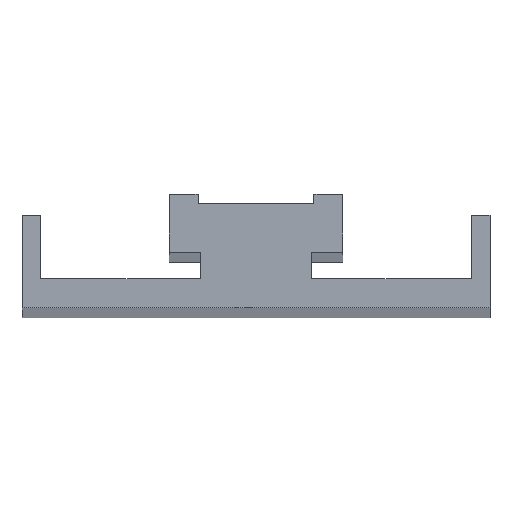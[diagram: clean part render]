
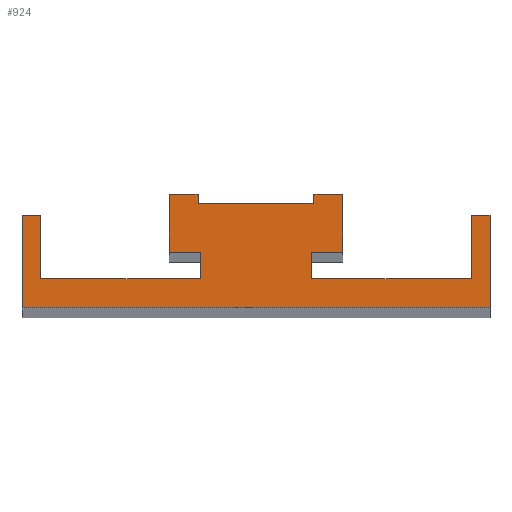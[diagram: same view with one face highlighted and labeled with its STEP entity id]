
A CAD part, top view. The second image highlights one B-rep face of the part: STEP entity #924.
In plain terms, the highlighted planar face has unit normal (0, 0, 1).
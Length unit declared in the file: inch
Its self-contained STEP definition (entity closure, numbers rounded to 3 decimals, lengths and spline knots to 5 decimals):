
#1 = CARTESIAN_POINT ( 'NONE',  ( 0., 0., 12. ) ) ;
#2 = EDGE_CURVE ( 'NONE', #884, #305, #1310, .T. ) ;
#11 = VECTOR ( 'NONE', #1186, 39.37008 ) ;
#30 = ORIENTED_EDGE ( 'NONE', *, *, #870, .F. ) ;
#33 = EDGE_CURVE ( 'NONE', #1444, #636, #438, .T. ) ;
#36 = VERTEX_POINT ( 'NONE', #1047 ) ;
#43 = DIRECTION ( 'NONE',  ( 1., 0., 0. ) ) ;
#44 = VECTOR ( 'NONE', #577, 39.37008 ) ;
#54 = EDGE_CURVE ( 'NONE', #386, #913, #1066, .T. ) ;
#55 = CARTESIAN_POINT ( 'NONE',  ( 1.25, 0.125, 12. ) ) ;
#56 = LINE ( 'NONE', #553, #1401 ) ;
#64 = VECTOR ( 'NONE', #1122, 39.37008 ) ;
#68 = DIRECTION ( 'NONE',  ( 0., 1., 0. ) ) ;
#72 = DIRECTION ( 'NONE',  ( 1., 0., 0. ) ) ;
#83 = DIRECTION ( 'NONE',  ( -1., 0., 0. ) ) ;
#90 = LINE ( 'NONE', #772, #283 ) ;
#91 = CARTESIAN_POINT ( 'NONE',  ( 2.02, 0., 12. ) ) ;
#93 = CARTESIAN_POINT ( 'NONE',  ( 2.02, 0.4, 12. ) ) ;
#114 = LINE ( 'NONE', #1, #591 ) ;
#117 = VERTEX_POINT ( 'NONE', #909 ) ;
#147 = ORIENTED_EDGE ( 'NONE', *, *, #1235, .F. ) ;
#161 = LINE ( 'NONE', #714, #292 ) ;
#168 = VECTOR ( 'NONE', #1160, 39.37008 ) ;
#186 = CARTESIAN_POINT ( 'NONE',  ( 1.94, 0.4, 12. ) ) ;
#209 = ORIENTED_EDGE ( 'NONE', *, *, #1060, .F. ) ;
#211 = VERTEX_POINT ( 'NONE', #945 ) ;
#219 = EDGE_CURVE ( 'Edge15', #117, #979, #359, .T. ) ;
#228 = LINE ( 'NONE', #687, #44 ) ;
#232 = DIRECTION ( 'NONE',  ( 0., 1., 0. ) ) ;
#234 = VERTEX_POINT ( 'NONE', #393 ) ;
#240 = ORIENTED_EDGE ( 'NONE', *, *, #822, .F. ) ;
#246 = VERTEX_POINT ( 'NONE', #646 ) ;
#251 = CARTESIAN_POINT ( 'NONE',  ( 2.02, 0., 12. ) ) ;
#252 = EDGE_LOOP ( 'NONE', ( #785, #701, #927, #548, #594, #1086, #1379, #457, #1466, #147, #499, #30, #240, #898, #817, #209, #1216, #965, #413, #902 ) ) ;
#262 = DIRECTION ( 'NONE',  ( 1., 0., 0. ) ) ;
#275 = DIRECTION ( 'NONE',  ( 0., -1., 0. ) ) ;
#276 = EDGE_CURVE ( 'NONE', #305, #1036, #516, .T. ) ;
#283 = VECTOR ( 'NONE', #1218, 39.37008 ) ;
#292 = VECTOR ( 'NONE', #262, 39.37008 ) ;
#303 = EDGE_CURVE ( 'NONE', #351, #404, #1329, .T. ) ;
#305 = VERTEX_POINT ( 'NONE', #1355 ) ;
#318 = VERTEX_POINT ( 'NONE', #511 ) ;
#320 = CARTESIAN_POINT ( 'NONE',  ( 0., 0., 12. ) ) ;
#322 = DIRECTION ( 'NONE',  ( -1., 0., 0. ) ) ;
#325 = EDGE_CURVE ( 'NONE', #979, #234, #997, .T. ) ;
#337 = VECTOR ( 'NONE', #634, 39.37008 ) ;
#351 = VERTEX_POINT ( 'NONE', #886 ) ;
#356 = VECTOR ( 'NONE', #68, 39.37008 ) ;
#359 = LINE ( 'NONE', #833, #337 ) ;
#363 = LINE ( 'NONE', #1307, #1398 ) ;
#369 = EDGE_CURVE ( 'Edge13', #211, #386, #901, .T. ) ;
#372 = CARTESIAN_POINT ( 'NONE',  ( 2.02, 0.4, 12. ) ) ;
#386 = VERTEX_POINT ( 'NONE', #91 ) ;
#393 = CARTESIAN_POINT ( 'NONE',  ( 1.25, 0.24, 12. ) ) ;
#404 = VERTEX_POINT ( 'NONE', #797 ) ;
#410 = AXIS2_PLACEMENT_3D ( 'NONE', #903, #1252, #83 ) ;
#413 = ORIENTED_EDGE ( 'NONE', *, *, #276, .F. ) ;
#415 = DIRECTION ( 'NONE',  ( 0., -1., 0. ) ) ;
#416 = CARTESIAN_POINT ( 'NONE',  ( 0., 0.4, 12. ) ) ;
#438 = LINE ( 'NONE', #1274, #1290 ) ;
#443 = CARTESIAN_POINT ( 'NONE',  ( 0.77, 0.24, 12. ) ) ;
#457 = ORIENTED_EDGE ( 'NONE', *, *, #778, .T. ) ;
#462 = VECTOR ( 'NONE', #1135, 39.37008 ) ;
#463 = VECTOR ( 'NONE', #72, 39.37008 ) ;
#496 = DIRECTION ( 'NONE',  ( -1., 0., 0. ) ) ;
#499 = ORIENTED_EDGE ( 'NONE', *, *, #1344, .T. ) ;
#509 = DIRECTION ( 'NONE',  ( 0., 1., 0. ) ) ;
#511 = CARTESIAN_POINT ( 'NONE',  ( 1.385, 0.49, 12. ) ) ;
#516 = LINE ( 'NONE', #1123, #1082 ) ;
#523 = CARTESIAN_POINT ( 'NONE',  ( 0.635, 0.24, 12. ) ) ;
#527 = LINE ( 'NONE', #659, #463 ) ;
#548 = ORIENTED_EDGE ( 'NONE', *, *, #819, .T. ) ;
#553 = CARTESIAN_POINT ( 'NONE',  ( 0.76, 0.45, 12. ) ) ;
#554 = VECTOR ( 'NONE', #322, 39.37008 ) ;
#577 = DIRECTION ( 'NONE',  ( 0., -1., 0. ) ) ;
#581 = EDGE_CURVE ( 'NONE', #404, #246, #527, .T. ) ;
#591 = VECTOR ( 'NONE', #232, 39.37008 ) ;
#594 = ORIENTED_EDGE ( 'NONE', *, *, #1271, .T. ) ;
#634 = DIRECTION ( 'NONE',  ( -1., 0., 0. ) ) ;
#636 = VERTEX_POINT ( 'NONE', #813 ) ;
#646 = CARTESIAN_POINT ( 'NONE',  ( 0.76, 0.49, 12. ) ) ;
#656 = PLANE ( 'NONE',  #410 ) ;
#659 = CARTESIAN_POINT ( 'NONE',  ( 0.635, 0.49, 12. ) ) ;
#665 = LINE ( 'NONE', #739, #64 ) ;
#687 = CARTESIAN_POINT ( 'NONE',  ( 1.26, 0.49, 12. ) ) ;
#701 = ORIENTED_EDGE ( 'NONE', *, *, #369, .T. ) ;
#702 = CARTESIAN_POINT ( 'NONE',  ( 0.76, 0.45, 12. ) ) ;
#704 = EDGE_CURVE ( 'NONE', #211, #884, #114, .T. ) ;
#711 = EDGE_CURVE ( 'NONE', #1036, #1444, #161, .T. ) ;
#713 = CARTESIAN_POINT ( 'NONE',  ( 1.385, 0.24, 12. ) ) ;
#714 = CARTESIAN_POINT ( 'NONE',  ( 0.08, 0.125, 12. ) ) ;
#739 = CARTESIAN_POINT ( 'NONE',  ( 1.26, 0.49, 12. ) ) ;
#749 = VECTOR ( 'NONE', #275, 39.37008 ) ;
#772 = CARTESIAN_POINT ( 'NONE',  ( 1.94, 0.4, 12. ) ) ;
#778 = EDGE_CURVE ( 'NONE', #234, #36, #363, .T. ) ;
#785 = ORIENTED_EDGE ( 'NONE', *, *, #704, .F. ) ;
#797 = CARTESIAN_POINT ( 'NONE',  ( 0.635, 0.49, 12. ) ) ;
#805 = CARTESIAN_POINT ( 'NONE',  ( 1.26, 0.45, 12. ) ) ;
#813 = CARTESIAN_POINT ( 'NONE',  ( 0.77, 0.24, 12. ) ) ;
#817 = ORIENTED_EDGE ( 'NONE', *, *, #303, .F. ) ;
#819 = EDGE_CURVE ( 'NONE', #913, #955, #867, .T. ) ;
#822 = EDGE_CURVE ( 'NONE', #246, #1032, #861, .T. ) ;
#833 = CARTESIAN_POINT ( 'NONE',  ( 1.94, 0.125, 12. ) ) ;
#852 = VECTOR ( 'NONE', #968, 39.37008 ) ;
#861 = LINE ( 'NONE', #962, #749 ) ;
#867 = LINE ( 'NONE', #372, #1039 ) ;
#870 = EDGE_CURVE ( 'Edge8', #1032, #977, #56, .T. ) ;
#884 = VERTEX_POINT ( 'NONE', #416 ) ;
#886 = CARTESIAN_POINT ( 'NONE',  ( 0.635, 0.24, 12. ) ) ;
#898 = ORIENTED_EDGE ( 'NONE', *, *, #581, .F. ) ;
#901 = LINE ( 'NONE', #320, #168 ) ;
#902 = ORIENTED_EDGE ( 'NONE', *, *, #2, .F. ) ;
#903 = CARTESIAN_POINT ( 'NONE',  ( 0., 0.4, 12. ) ) ;
#909 = CARTESIAN_POINT ( 'NONE',  ( 1.94, 0.125, 12. ) ) ;
#913 = VERTEX_POINT ( 'NONE', #93 ) ;
#924 = ADVANCED_FACE ( 'Face1', ( #1225 ), #656, .F. ) ;
#927 = ORIENTED_EDGE ( 'NONE', *, *, #54, .T. ) ;
#945 = CARTESIAN_POINT ( 'NONE',  ( 0., 0., 12. ) ) ;
#955 = VERTEX_POINT ( 'NONE', #186 ) ;
#957 = LINE ( 'NONE', #443, #554 ) ;
#959 = VECTOR ( 'NONE', #509, 39.37008 ) ;
#961 = VERTEX_POINT ( 'NONE', #1124 ) ;
#962 = CARTESIAN_POINT ( 'NONE',  ( 0.76, 0.49, 12. ) ) ;
#965 = ORIENTED_EDGE ( 'NONE', *, *, #711, .F. ) ;
#968 = DIRECTION ( 'NONE',  ( 1., 0., 0. ) ) ;
#977 = VERTEX_POINT ( 'NONE', #805 ) ;
#979 = VERTEX_POINT ( 'NONE', #1172 ) ;
#997 = LINE ( 'NONE', #55, #356 ) ;
#999 = DIRECTION ( 'NONE',  ( 1., 0., 0. ) ) ;
#1032 = VERTEX_POINT ( 'NONE', #702 ) ;
#1036 = VERTEX_POINT ( 'NONE', #1062 ) ;
#1039 = VECTOR ( 'NONE', #496, 39.37008 ) ;
#1047 = CARTESIAN_POINT ( 'NONE',  ( 1.385, 0.24, 12. ) ) ;
#1060 = EDGE_CURVE ( 'NONE', #636, #351, #957, .T. ) ;
#1062 = CARTESIAN_POINT ( 'NONE',  ( 0.08, 0.125, 12. ) ) ;
#1066 = LINE ( 'NONE', #251, #11 ) ;
#1082 = VECTOR ( 'NONE', #415, 39.37008 ) ;
#1086 = ORIENTED_EDGE ( 'NONE', *, *, #219, .T. ) ;
#1092 = LINE ( 'NONE', #713, #959 ) ;
#1119 = CARTESIAN_POINT ( 'NONE',  ( 0.77, 0.125, 12. ) ) ;
#1122 = DIRECTION ( 'NONE',  ( 1., 0., 0. ) ) ;
#1123 = CARTESIAN_POINT ( 'NONE',  ( 0.08, 0.4, 12. ) ) ;
#1124 = CARTESIAN_POINT ( 'NONE',  ( 1.26, 0.49, 12. ) ) ;
#1127 = EDGE_CURVE ( 'NONE', #36, #318, #1092, .T. ) ;
#1135 = DIRECTION ( 'NONE',  ( 0., 1., 0. ) ) ;
#1160 = DIRECTION ( 'NONE',  ( 1., 0., 0. ) ) ;
#1172 = CARTESIAN_POINT ( 'NONE',  ( 1.25, 0.125, 12. ) ) ;
#1186 = DIRECTION ( 'NONE',  ( 0., 1., 0. ) ) ;
#1216 = ORIENTED_EDGE ( 'NONE', *, *, #33, .F. ) ;
#1218 = DIRECTION ( 'NONE',  ( 0., -1., 0. ) ) ;
#1225 = FACE_OUTER_BOUND ( 'NONE', #252, .T. ) ;
#1235 = EDGE_CURVE ( 'NONE', #961, #318, #665, .T. ) ;
#1252 = DIRECTION ( 'NONE',  ( 0., 0., -1. ) ) ;
#1271 = EDGE_CURVE ( 'NONE', #955, #117, #90, .T. ) ;
#1274 = CARTESIAN_POINT ( 'NONE',  ( 0.77, 0.125, 12. ) ) ;
#1290 = VECTOR ( 'NONE', #1384, 39.37008 ) ;
#1307 = CARTESIAN_POINT ( 'NONE',  ( 1.25, 0.24, 12. ) ) ;
#1310 = LINE ( 'NONE', #1429, #852 ) ;
#1329 = LINE ( 'NONE', #523, #462 ) ;
#1344 = EDGE_CURVE ( 'NONE', #961, #977, #228, .T. ) ;
#1355 = CARTESIAN_POINT ( 'NONE',  ( 0.08, 0.4, 12. ) ) ;
#1379 = ORIENTED_EDGE ( 'NONE', *, *, #325, .T. ) ;
#1384 = DIRECTION ( 'NONE',  ( 0., 1., 0. ) ) ;
#1398 = VECTOR ( 'NONE', #43, 39.37008 ) ;
#1401 = VECTOR ( 'NONE', #999, 39.37008 ) ;
#1429 = CARTESIAN_POINT ( 'NONE',  ( 0., 0.4, 12. ) ) ;
#1444 = VERTEX_POINT ( 'NONE', #1119 ) ;
#1466 = ORIENTED_EDGE ( 'NONE', *, *, #1127, .T. ) ;
